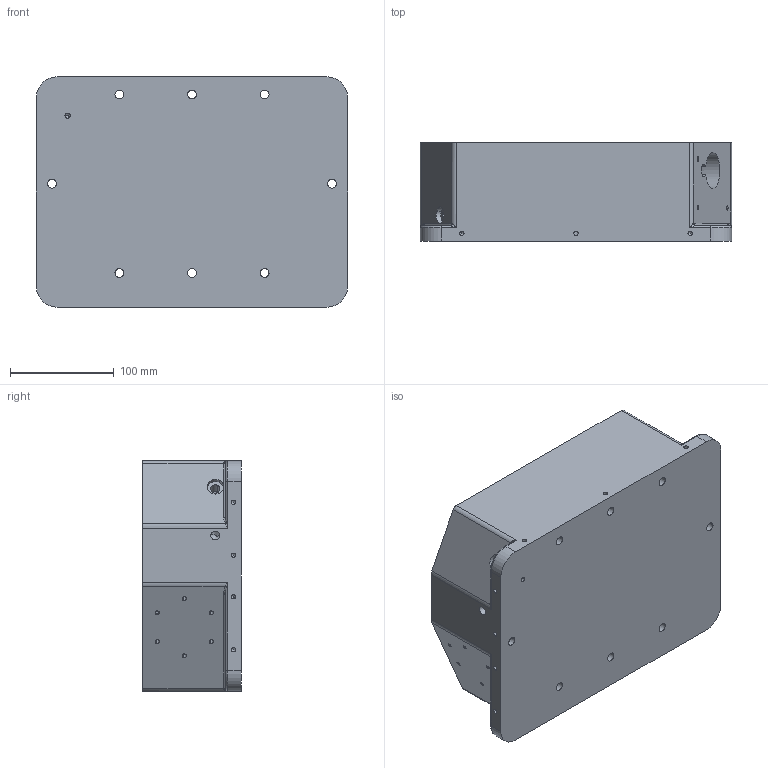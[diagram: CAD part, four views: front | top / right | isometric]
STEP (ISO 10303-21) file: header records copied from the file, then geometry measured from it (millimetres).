
FILE_DESCRIPTION(('CATIA V5 STEP Exchange','CAx-IF Rec.Pracs.--- Model Styling and Organization---1.2---2011-12-15'),'2;1');
FILE_NAME('01611-1-A - plaque terminale anodique fluidique Maquette.stp','2018-07-19T15:12:09+00:00',('none'),('none'),'CATIA Version 5-6 Release 2014 SP6','CATIA V5 STEP AP214','none');
FILE_SCHEMA(('AUTOMOTIVE_DESIGN { 1 0 10303 214 1 1 1 1 }'));
Length unit declared in the file: millimetre
Products named in the file (1): 01611-1-A - plaque terminale anodique fluidique Maquette
Bounding box: 300 x 95 x 222 mm (x, y, z)
Volume: 5542512.3 mm3; surface area: 285620.6 mm2
Topology: 1 solids, 2 shells, 312 faces, 804 edges, 508 vertices
Faces by surface type: cylinder 166, cone 96, plane 30, bspline 14, torus 6
Entity records: 9375 total; most frequent: CARTESIAN_POINT 2782, ORIENTED_EDGE 1352, DIRECTION 1007, EDGE_CURVE 676, AXIS2_PLACEMENT_3D 526, VERTEX_POINT 423, EDGE_LOOP 388, CIRCLE 350
